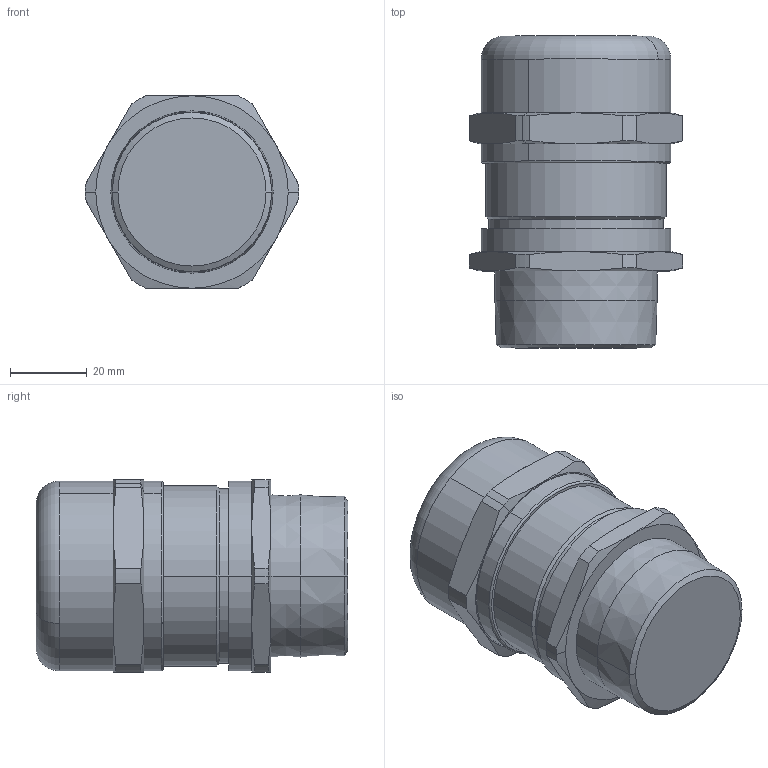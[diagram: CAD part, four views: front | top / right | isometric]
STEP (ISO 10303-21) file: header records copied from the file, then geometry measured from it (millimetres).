
FILE_DESCRIPTION (( 'STEP AP203' ), '1' );
FILE_NAME ('BNEM-E5-11-4T-WCL.step', '2021-11-30T13:51:51', ( '' ), ( '' ), 'SwSTEP 2.0', 'SolidWorks 2021', '' );
FILE_SCHEMA (( 'CONFIG_CONTROL_DESIGN' ));
Length unit declared in the file: inch
Products named in the file (1): BNEM-E5-11-4T-WCL
Bounding box: 55.5 x 81.04 x 50 mm (x, y, z)
Volume: 142391.5 mm3; surface area: 16682.1 mm2
Topology: 1 solids, 1 shells, 91 faces, 208 edges, 126 vertices
Faces by surface type: cone 40, cylinder 26, plane 21, torus 4
Entity records: 2595 total; most frequent: CARTESIAN_POINT 522, DIRECTION 450, ORIENTED_EDGE 416, EDGE_CURVE 208, AXIS2_PLACEMENT_3D 198, VERTEX_POINT 126, CIRCLE 106, EDGE_LOOP 98
